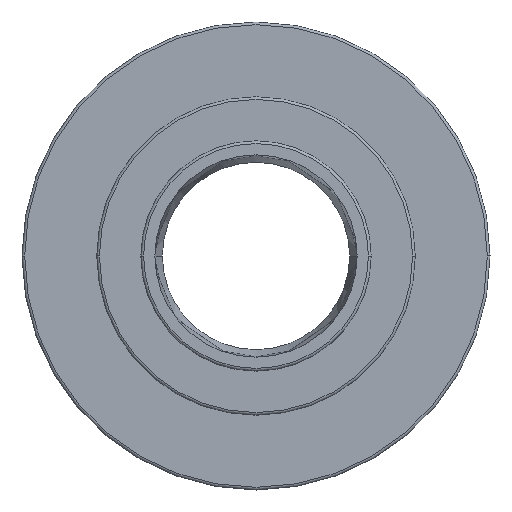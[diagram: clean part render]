
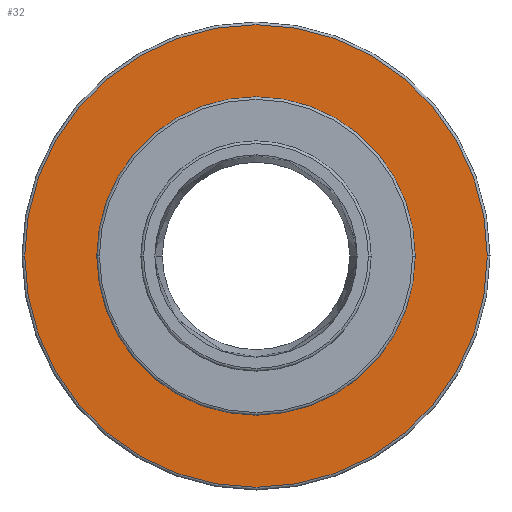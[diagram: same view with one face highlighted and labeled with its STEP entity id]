
A CAD part, front view. The second image highlights one B-rep face of the part: STEP entity #32.
In plain terms, the highlighted planar face has unit normal (0, -1, 0).
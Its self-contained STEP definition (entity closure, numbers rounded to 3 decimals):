
#8 = ORIENTED_EDGE ( 'NONE', *, *, #235, .T. ) ;
#24 = DIRECTION ( 'NONE',  ( -1., 0., 0. ) ) ;
#32 = ADVANCED_FACE ( 'NONE', ( #491, #507 ), #35, .T. ) ;
#35 = PLANE ( 'NONE',  #39 ) ;
#39 = AXIS2_PLACEMENT_3D ( 'NONE', #164, #511, #516 ) ;
#64 = CARTESIAN_POINT ( 'NONE',  ( 21.499, 15.5, 0. ) ) ;
#98 = CARTESIAN_POINT ( 'NONE',  ( 0., 15.5, 0. ) ) ;
#102 = AXIS2_PLACEMENT_3D ( 'NONE', #430, #425, #337 ) ;
#103 = DIRECTION ( 'NONE',  ( -1., 0., 0. ) ) ;
#118 = AXIS2_PLACEMENT_3D ( 'NONE', #138, #341, #283 ) ;
#122 = CARTESIAN_POINT ( 'NONE',  ( 0., 15.5, 0. ) ) ;
#138 = CARTESIAN_POINT ( 'NONE',  ( 0., 15.5, 0. ) ) ;
#160 = AXIS2_PLACEMENT_3D ( 'NONE', #98, #330, #103 ) ;
#162 = EDGE_CURVE ( 'NONE', #392, #328, #256, .T. ) ;
#164 = CARTESIAN_POINT ( 'NONE',  ( -14.8, 15.5, 0. ) ) ;
#173 = EDGE_LOOP ( 'NONE', ( #429, #508 ) ) ;
#206 = CIRCLE ( 'NONE', #351, 14.8 ) ;
#227 = VERTEX_POINT ( 'NONE', #432 ) ;
#235 = EDGE_CURVE ( 'NONE', #650, #227, #389, .T. ) ;
#243 = CIRCLE ( 'NONE', #102, 21.499 ) ;
#256 = CIRCLE ( 'NONE', #160, 14.8 ) ;
#283 = DIRECTION ( 'NONE',  ( 1., 0., 0. ) ) ;
#314 = DIRECTION ( 'NONE',  ( 0., 1., 0. ) ) ;
#328 = VERTEX_POINT ( 'NONE', #496 ) ;
#330 = DIRECTION ( 'NONE',  ( 0., 1., 0. ) ) ;
#337 = DIRECTION ( 'NONE',  ( 1., 0., 0. ) ) ;
#341 = DIRECTION ( 'NONE',  ( 0., -1., 0. ) ) ;
#351 = AXIS2_PLACEMENT_3D ( 'NONE', #122, #314, #24 ) ;
#364 = EDGE_CURVE ( 'NONE', #328, #392, #206, .T. ) ;
#389 = CIRCLE ( 'NONE', #118, 21.499 ) ;
#392 = VERTEX_POINT ( 'NONE', #572 ) ;
#425 = DIRECTION ( 'NONE',  ( 0., -1., 0. ) ) ;
#429 = ORIENTED_EDGE ( 'NONE', *, *, #364, .T. ) ;
#430 = CARTESIAN_POINT ( 'NONE',  ( 0., 15.5, 0. ) ) ;
#432 = CARTESIAN_POINT ( 'NONE',  ( -21.499, 15.5, 0. ) ) ;
#485 = EDGE_LOOP ( 'NONE', ( #617, #8 ) ) ;
#491 = FACE_OUTER_BOUND ( 'NONE', #485, .T. ) ;
#495 = EDGE_CURVE ( 'NONE', #227, #650, #243, .T. ) ;
#496 = CARTESIAN_POINT ( 'NONE',  ( -14.8, 15.5, 0. ) ) ;
#507 = FACE_BOUND ( 'NONE', #173, .T. ) ;
#508 = ORIENTED_EDGE ( 'NONE', *, *, #162, .T. ) ;
#511 = DIRECTION ( 'NONE',  ( 0., -1., 0. ) ) ;
#516 = DIRECTION ( 'NONE',  ( 1., 0., 0. ) ) ;
#572 = CARTESIAN_POINT ( 'NONE',  ( 14.8, 15.5, 0. ) ) ;
#617 = ORIENTED_EDGE ( 'NONE', *, *, #495, .T. ) ;
#650 = VERTEX_POINT ( 'NONE', #64 ) ;
